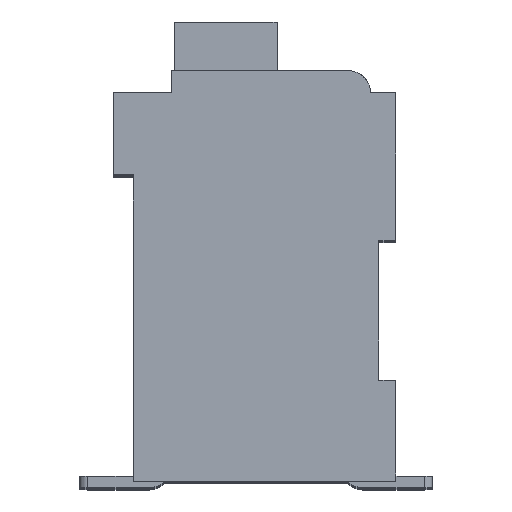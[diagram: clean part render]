
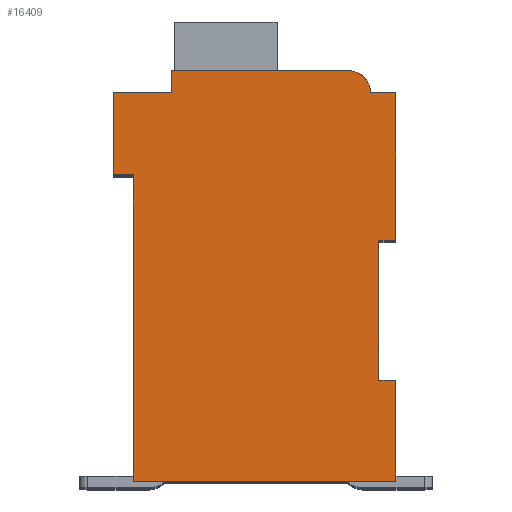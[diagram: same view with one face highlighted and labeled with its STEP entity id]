
A CAD part, top view. The second image highlights one B-rep face of the part: STEP entity #16409.
In plain terms, the highlighted planar face has unit normal (0, 0, 1).
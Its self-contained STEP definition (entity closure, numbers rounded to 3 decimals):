
#4082=DIRECTION('',(1.,0.,0.));
#4083=VECTOR('',#4082,0.5);
#4084=CARTESIAN_POINT('',(7.3,7.15,2.1));
#4085=LINE('',#4084,#4083);
#4086=DIRECTION('',(0.,1.,0.));
#4087=VECTOR('',#4086,4.15);
#4088=CARTESIAN_POINT('',(7.3,3.,2.1));
#4089=LINE('',#4088,#4087);
#4090=DIRECTION('',(-1.,0.,0.));
#4091=VECTOR('',#4090,0.5);
#4092=CARTESIAN_POINT('',(7.8,3.,2.1));
#4093=LINE('',#4092,#4091);
#4094=DIRECTION('',(0.,1.,0.));
#4095=VECTOR('',#4094,3.);
#4096=CARTESIAN_POINT('',(7.8,0.,2.1));
#4097=LINE('',#4096,#4095);
#4098=DIRECTION('',(1.,0.,0.));
#4099=VECTOR('',#4098,7.8);
#4100=CARTESIAN_POINT('',(0.,0.,2.1));
#4101=LINE('',#4100,#4099);
#4102=DIRECTION('',(0.,-1.,0.));
#4103=VECTOR('',#4102,9.1);
#4104=CARTESIAN_POINT('',(0.,9.1,2.1));
#4105=LINE('',#4104,#4103);
#4106=DIRECTION('',(1.,0.,0.));
#4107=VECTOR('',#4106,0.6);
#4108=CARTESIAN_POINT('',(-0.6,9.1,2.1));
#4109=LINE('',#4108,#4107);
#4110=DIRECTION('',(0.,-1.,0.));
#4111=VECTOR('',#4110,2.45);
#4112=CARTESIAN_POINT('',(-0.6,11.55,2.1));
#4113=LINE('',#4112,#4111);
#4114=DIRECTION('',(-1.,0.,0.));
#4115=VECTOR('',#4114,1.75);
#4116=CARTESIAN_POINT('',(1.15,11.55,2.1));
#4117=LINE('',#4116,#4115);
#4118=DIRECTION('',(0.,-1.,0.));
#4119=VECTOR('',#4118,0.65);
#4120=CARTESIAN_POINT('',(1.15,12.2,2.1));
#4121=LINE('',#4120,#4119);
#4122=DIRECTION('',(-1.,0.,0.));
#4123=VECTOR('',#4122,5.25);
#4124=CARTESIAN_POINT('',(6.4,12.2,2.1));
#4125=LINE('',#4124,#4123);
#4126=CARTESIAN_POINT('',(6.4,11.55,2.1));
#4127=DIRECTION('',(0.,0.,1.));
#4128=DIRECTION('',(1.,0.,0.));
#4129=AXIS2_PLACEMENT_3D('',#4126,#4127,#4128);
#4131=DIRECTION('',(-1.,0.,0.));
#4132=VECTOR('',#4131,0.75);
#4133=CARTESIAN_POINT('',(7.8,11.55,2.1));
#4134=LINE('',#4133,#4132);
#4135=DIRECTION('',(0.,1.,0.));
#4136=VECTOR('',#4135,4.4);
#4137=CARTESIAN_POINT('',(7.8,7.15,2.1));
#4138=LINE('',#4137,#4136);
#9273=CARTESIAN_POINT('',(7.3,7.15,2.1));
#9274=CARTESIAN_POINT('',(7.8,7.15,2.1));
#9275=VERTEX_POINT('',#9273);
#9276=VERTEX_POINT('',#9274);
#9277=CARTESIAN_POINT('',(7.8,11.55,2.1));
#9278=VERTEX_POINT('',#9277);
#9279=CARTESIAN_POINT('',(7.05,11.55,2.1));
#9280=VERTEX_POINT('',#9279);
#9281=CARTESIAN_POINT('',(6.4,12.2,2.1));
#9282=VERTEX_POINT('',#9281);
#9283=CARTESIAN_POINT('',(1.15,12.2,2.1));
#9284=VERTEX_POINT('',#9283);
#9285=CARTESIAN_POINT('',(1.15,11.55,2.1));
#9286=VERTEX_POINT('',#9285);
#9287=CARTESIAN_POINT('',(-0.6,11.55,2.1));
#9288=VERTEX_POINT('',#9287);
#9289=CARTESIAN_POINT('',(-0.6,9.1,2.1));
#9290=VERTEX_POINT('',#9289);
#9291=CARTESIAN_POINT('',(0.,9.1,2.1));
#9292=VERTEX_POINT('',#9291);
#9293=CARTESIAN_POINT('',(0.,0.,2.1));
#9294=VERTEX_POINT('',#9293);
#9295=CARTESIAN_POINT('',(7.8,0.,2.1));
#9296=VERTEX_POINT('',#9295);
#9297=CARTESIAN_POINT('',(7.8,3.,2.1));
#9298=VERTEX_POINT('',#9297);
#9299=CARTESIAN_POINT('',(7.3,3.,2.1));
#9300=VERTEX_POINT('',#9299);
#16388=CARTESIAN_POINT('',(0.,0.,2.1));
#16389=DIRECTION('',(0.,0.,1.));
#16390=DIRECTION('',(1.,0.,0.));
#16391=AXIS2_PLACEMENT_3D('',#16388,#16389,#16390);
#16392=PLANE('',#16391);
#16393=ORIENTED_EDGE('',*,*,#12182,.F.);
#16394=ORIENTED_EDGE('',*,*,#12662,.F.);
#16395=ORIENTED_EDGE('',*,*,#13028,.F.);
#16396=ORIENTED_EDGE('',*,*,#13263,.F.);
#16397=ORIENTED_EDGE('',*,*,#13542,.F.);
#16398=ORIENTED_EDGE('',*,*,#13919,.F.);
#16399=ORIENTED_EDGE('',*,*,#14460,.F.);
#16400=ORIENTED_EDGE('',*,*,#14619,.F.);
#16401=ORIENTED_EDGE('',*,*,#14857,.F.);
#16402=ORIENTED_EDGE('',*,*,#15328,.F.);
#16403=ORIENTED_EDGE('',*,*,#15692,.F.);
#16404=ORIENTED_EDGE('',*,*,#14908,.F.);
#16405=ORIENTED_EDGE('',*,*,#15189,.F.);
#16406=ORIENTED_EDGE('',*,*,#12557,.F.);
#16407=EDGE_LOOP('',(#16393,#16394,#16395,#16396,#16397,#16398,#16399,#16400,
#16401,#16402,#16403,#16404,#16405,#16406));
#16408=FACE_OUTER_BOUND('',#16407,.F.);
#4130=CIRCLE('',#4129,0.65);
#12182=EDGE_CURVE('',#9275,#9276,#4085,.T.);
#12557=EDGE_CURVE('',#9276,#9278,#4138,.T.);
#12662=EDGE_CURVE('',#9300,#9275,#4089,.T.);
#13028=EDGE_CURVE('',#9298,#9300,#4093,.T.);
#13263=EDGE_CURVE('',#9296,#9298,#4097,.T.);
#13542=EDGE_CURVE('',#9294,#9296,#4101,.T.);
#13919=EDGE_CURVE('',#9292,#9294,#4105,.T.);
#14460=EDGE_CURVE('',#9290,#9292,#4109,.T.);
#14619=EDGE_CURVE('',#9288,#9290,#4113,.T.);
#14857=EDGE_CURVE('',#9286,#9288,#4117,.T.);
#14908=EDGE_CURVE('',#9280,#9282,#4130,.T.);
#15189=EDGE_CURVE('',#9278,#9280,#4134,.T.);
#15328=EDGE_CURVE('',#9284,#9286,#4121,.T.);
#15692=EDGE_CURVE('',#9282,#9284,#4125,.T.);
#16409=ADVANCED_FACE('',(#16408),#16392,.T.);
